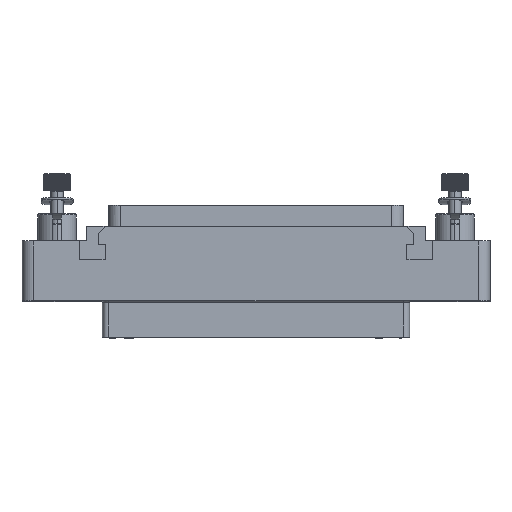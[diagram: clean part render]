
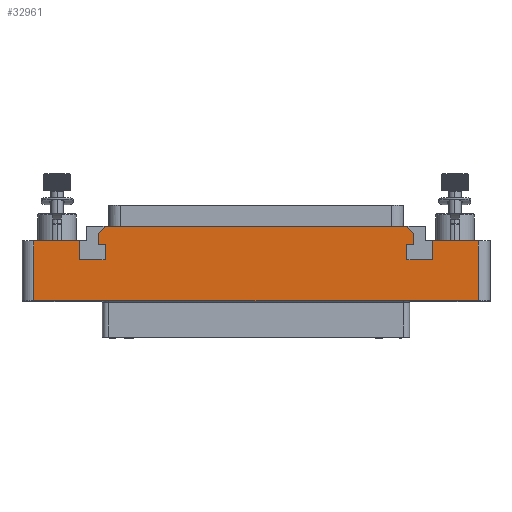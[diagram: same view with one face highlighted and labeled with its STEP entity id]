
A CAD part, top view. The second image highlights one B-rep face of the part: STEP entity #32961.
In plain terms, the highlighted planar face has unit normal (0, 0, 1).
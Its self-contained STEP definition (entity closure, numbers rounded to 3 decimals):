
#2156=DIRECTION('',(0.,-1.,0.));
#2157=VECTOR('',#2156,10.25);
#2158=CARTESIAN_POINT('',(-38.,10.25,7.));
#2159=LINE('',#2158,#2157);
#2174=DIRECTION('',(-1.,0.,0.));
#2175=VECTOR('',#2174,76.);
#2176=CARTESIAN_POINT('',(38.,0.,7.));
#2177=LINE('',#2176,#2175);
#2178=DIRECTION('',(1.,0.,0.));
#2179=VECTOR('',#2178,7.8);
#2180=CARTESIAN_POINT('',(-38.,10.25,7.));
#2181=LINE('',#2180,#2179);
#2182=DIRECTION('',(0.,-1.,0.));
#2183=VECTOR('',#2182,3.2);
#2184=CARTESIAN_POINT('',(-30.2,10.25,7.));
#2185=LINE('',#2184,#2183);
#2186=DIRECTION('',(1.,0.,0.));
#2187=VECTOR('',#2186,4.4);
#2188=CARTESIAN_POINT('',(-30.2,7.05,7.));
#2189=LINE('',#2188,#2187);
#2190=DIRECTION('',(0.,1.,0.));
#2191=VECTOR('',#2190,2.6);
#2192=CARTESIAN_POINT('',(-25.8,7.05,7.));
#2193=LINE('',#2192,#2191);
#2194=DIRECTION('',(-1.,0.,0.));
#2195=VECTOR('',#2194,1.2);
#2196=CARTESIAN_POINT('',(-25.8,9.65,7.));
#2197=LINE('',#2196,#2195);
#2198=DIRECTION('',(0.,-1.,0.));
#2199=VECTOR('',#2198,1.9);
#2200=CARTESIAN_POINT('',(-27.,11.55,7.));
#2201=LINE('',#2200,#2199);
#2202=DIRECTION('',(1.,0.,0.));
#2203=VECTOR('',#2202,51.6);
#2204=CARTESIAN_POINT('',(-25.8,12.75,7.));
#2205=LINE('',#2204,#2203);
#2206=DIRECTION('',(0.,-1.,0.));
#2207=VECTOR('',#2206,1.9);
#2208=CARTESIAN_POINT('',(27.,11.55,7.));
#2209=LINE('',#2208,#2207);
#2210=DIRECTION('',(-1.,0.,0.));
#2211=VECTOR('',#2210,1.2);
#2212=CARTESIAN_POINT('',(27.,9.65,7.));
#2213=LINE('',#2212,#2211);
#2214=DIRECTION('',(0.,-1.,0.));
#2215=VECTOR('',#2214,2.6);
#2216=CARTESIAN_POINT('',(25.8,9.65,7.));
#2217=LINE('',#2216,#2215);
#2218=DIRECTION('',(1.,0.,0.));
#2219=VECTOR('',#2218,4.4);
#2220=CARTESIAN_POINT('',(25.8,7.05,7.));
#2221=LINE('',#2220,#2219);
#2222=DIRECTION('',(0.,1.,0.));
#2223=VECTOR('',#2222,3.2);
#2224=CARTESIAN_POINT('',(30.2,7.05,7.));
#2225=LINE('',#2224,#2223);
#2226=DIRECTION('',(1.,0.,0.));
#2227=VECTOR('',#2226,7.8);
#2228=CARTESIAN_POINT('',(30.2,10.25,7.));
#2229=LINE('',#2228,#2227);
#2230=DIRECTION('',(0.,1.,0.));
#2231=VECTOR('',#2230,10.25);
#2232=CARTESIAN_POINT('',(38.,0.,7.));
#2233=LINE('',#2232,#2231);
#21064=DIRECTION('',(-0.707,-0.707,0.));
#21065=VECTOR('',#21064,1.697);
#21066=CARTESIAN_POINT('',(-25.8,12.75,7.));
#21067=LINE('',#21066,#21065);
#21088=DIRECTION('',(0.707,-0.707,0.));
#21089=VECTOR('',#21088,1.697);
#21090=CARTESIAN_POINT('',(25.8,12.75,7.));
#21091=LINE('',#21090,#21089);
#25109=CARTESIAN_POINT('',(-30.2,10.25,7.));
#25110=CARTESIAN_POINT('',(-30.2,7.05,7.));
#25111=VERTEX_POINT('',#25109);
#25112=VERTEX_POINT('',#25110);
#25113=CARTESIAN_POINT('',(-25.8,7.05,7.));
#25114=VERTEX_POINT('',#25113);
#25115=CARTESIAN_POINT('',(-25.8,9.65,7.));
#25116=VERTEX_POINT('',#25115);
#25117=CARTESIAN_POINT('',(-27.,9.65,7.));
#25118=VERTEX_POINT('',#25117);
#25119=CARTESIAN_POINT('',(27.,9.65,7.));
#25120=CARTESIAN_POINT('',(25.8,9.65,7.));
#25121=VERTEX_POINT('',#25119);
#25122=VERTEX_POINT('',#25120);
#25123=CARTESIAN_POINT('',(25.8,7.05,7.));
#25124=VERTEX_POINT('',#25123);
#25125=CARTESIAN_POINT('',(30.2,7.05,7.));
#25126=VERTEX_POINT('',#25125);
#25127=CARTESIAN_POINT('',(30.2,10.25,7.));
#25128=VERTEX_POINT('',#25127);
#25133=CARTESIAN_POINT('',(-25.8,12.75,7.));
#25135=VERTEX_POINT('',#25133);
#25137=CARTESIAN_POINT('',(-27.,11.55,7.));
#25139=VERTEX_POINT('',#25137);
#25141=CARTESIAN_POINT('',(25.8,12.75,7.));
#25143=VERTEX_POINT('',#25141);
#25145=CARTESIAN_POINT('',(27.,11.55,7.));
#25147=VERTEX_POINT('',#25145);
#25237=CARTESIAN_POINT('',(38.,0.,7.));
#25238=CARTESIAN_POINT('',(38.,10.25,7.));
#25239=VERTEX_POINT('',#25237);
#25240=VERTEX_POINT('',#25238);
#25245=CARTESIAN_POINT('',(-38.,10.25,7.));
#25246=CARTESIAN_POINT('',(-38.,0.,7.));
#25247=VERTEX_POINT('',#25245);
#25248=VERTEX_POINT('',#25246);
#32922=CARTESIAN_POINT('',(0.,0.,7.));
#32923=DIRECTION('',(0.,0.,-1.));
#32924=DIRECTION('',(-1.,0.,0.));
#32925=AXIS2_PLACEMENT_3D('',#32922,#32923,#32924);
#32926=PLANE('',#32925);
#32928=ORIENTED_EDGE('',*,*,#32927,.F.);
#32930=ORIENTED_EDGE('',*,*,#32929,.T.);
#32931=ORIENTED_EDGE('',*,*,#32912,.F.);
#32932=ORIENTED_EDGE('',*,*,#32622,.T.);
#32934=ORIENTED_EDGE('',*,*,#32933,.T.);
#32936=ORIENTED_EDGE('',*,*,#32935,.T.);
#32938=ORIENTED_EDGE('',*,*,#32937,.T.);
#32940=ORIENTED_EDGE('',*,*,#32939,.T.);
#32942=ORIENTED_EDGE('',*,*,#32941,.F.);
#32944=ORIENTED_EDGE('',*,*,#32943,.F.);
#32945=ORIENTED_EDGE('',*,*,#32024,.T.);
#32947=ORIENTED_EDGE('',*,*,#32946,.T.);
#32949=ORIENTED_EDGE('',*,*,#32948,.T.);
#32951=ORIENTED_EDGE('',*,*,#32950,.T.);
#32953=ORIENTED_EDGE('',*,*,#32952,.T.);
#32955=ORIENTED_EDGE('',*,*,#32954,.T.);
#32957=ORIENTED_EDGE('',*,*,#32956,.T.);
#32958=ORIENTED_EDGE('',*,*,#32113,.T.);
#32959=EDGE_LOOP('',(#32928,#32930,#32931,#32932,#32934,#32936,#32938,#32940,
#32942,#32944,#32945,#32947,#32949,#32951,#32953,#32955,#32957,#32958));
#32960=FACE_OUTER_BOUND('',#32959,.F.);
#32961=ADVANCED_FACE('',(#32960),#32926,.F.);
#32024=EDGE_CURVE('',#25135,#25143,#2205,.T.);
#32113=EDGE_CURVE('',#25128,#25240,#2229,.T.);
#32622=EDGE_CURVE('',#25247,#25111,#2181,.T.);
#32912=EDGE_CURVE('',#25247,#25248,#2159,.T.);
#32927=EDGE_CURVE('',#25239,#25240,#2233,.T.);
#32929=EDGE_CURVE('',#25239,#25248,#2177,.T.);
#32933=EDGE_CURVE('',#25111,#25112,#2185,.T.);
#32935=EDGE_CURVE('',#25112,#25114,#2189,.T.);
#32937=EDGE_CURVE('',#25114,#25116,#2193,.T.);
#32939=EDGE_CURVE('',#25116,#25118,#2197,.T.);
#32941=EDGE_CURVE('',#25139,#25118,#2201,.T.);
#32943=EDGE_CURVE('',#25135,#25139,#21067,.T.);
#32946=EDGE_CURVE('',#25143,#25147,#21091,.T.);
#32948=EDGE_CURVE('',#25147,#25121,#2209,.T.);
#32950=EDGE_CURVE('',#25121,#25122,#2213,.T.);
#32952=EDGE_CURVE('',#25122,#25124,#2217,.T.);
#32954=EDGE_CURVE('',#25124,#25126,#2221,.T.);
#32956=EDGE_CURVE('',#25126,#25128,#2225,.T.);
